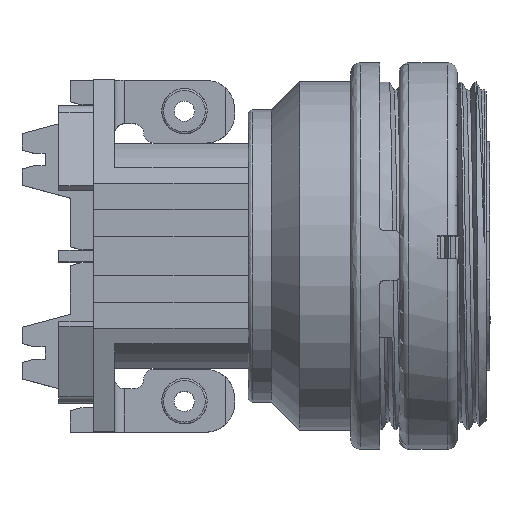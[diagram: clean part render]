
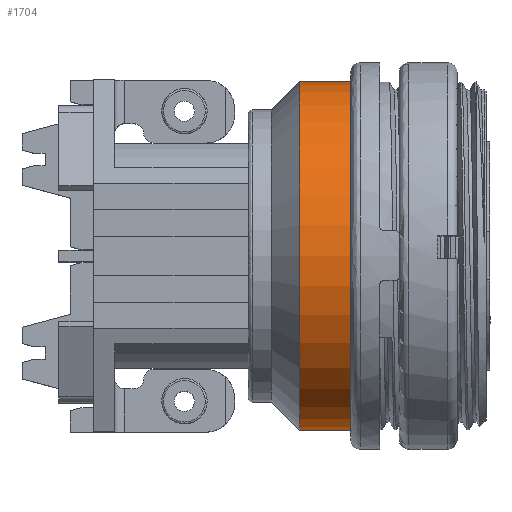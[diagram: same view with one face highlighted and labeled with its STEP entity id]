
A CAD part, top view. The second image highlights one B-rep face of the part: STEP entity #1704.
In plain terms, the highlighted cylindrical face has radius 9 mm (diameter 18 mm), a full revolution.
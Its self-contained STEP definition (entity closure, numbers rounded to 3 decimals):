
#283=FACE_BOUND('',#2341,.T.);
#284=FACE_BOUND('',#2342,.T.);
#1704=ADVANCED_FACE('',(#283,#284),#1980,.T.);
#1980=CYLINDRICAL_SURFACE('',#5916,9.);
#2341=EDGE_LOOP('',(#3012));
#2342=EDGE_LOOP('',(#3013));
#2671=CIRCLE('',#5913,9.);
#2672=CIRCLE('',#5915,9.);
#3012=ORIENTED_EDGE('',*,*,#5074,.T.);
#3013=ORIENTED_EDGE('',*,*,#5075,.F.);
#4497=VERTEX_POINT('',#9681);
#4498=VERTEX_POINT('',#9684);
#5074=EDGE_CURVE('',#4497,#4497,#2671,.T.);
#5075=EDGE_CURVE('',#4498,#4498,#2672,.T.);
#5913=AXIS2_PLACEMENT_3D('',#9680,#6467,#6468);
#5915=AXIS2_PLACEMENT_3D('',#9683,#6471,#6472);
#5916=AXIS2_PLACEMENT_3D('',#9685,#6473,#6474);
#6467=DIRECTION('',(1.,0.,0.));
#6468=DIRECTION('',(0.,0.,1.));
#6471=DIRECTION('',(1.,0.,0.));
#6472=DIRECTION('',(0.,0.,1.));
#6473=DIRECTION('',(-1.,0.,0.));
#6474=DIRECTION('',(0.,0.,1.));
#9680=CARTESIAN_POINT('',(2.25,0.,1.811));
#9681=CARTESIAN_POINT('',(2.25,0.,10.811));
#9683=CARTESIAN_POINT('',(4.9,0.,1.811));
#9684=CARTESIAN_POINT('',(4.9,0.,10.811));
#9685=CARTESIAN_POINT('',(4.9,0.,1.811));
